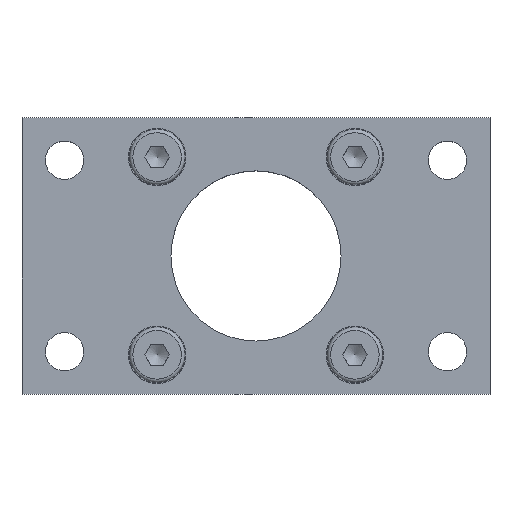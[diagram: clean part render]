
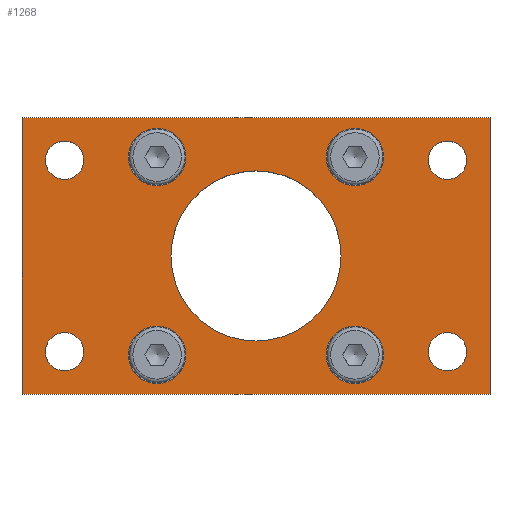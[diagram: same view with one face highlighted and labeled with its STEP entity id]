
A CAD part, top view. The second image highlights one B-rep face of the part: STEP entity #1268.
In plain terms, the highlighted planar face has unit normal (0, 0, 1).
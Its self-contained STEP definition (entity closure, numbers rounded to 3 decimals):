
#79=LINE('',#2052,#139);
#83=LINE('',#2059,#143);
#86=LINE('',#2065,#146);
#88=LINE('',#2068,#148);
#139=VECTOR('',#1686,65.);
#143=VECTOR('',#1692,110.);
#146=VECTOR('',#1697,65.);
#148=VECTOR('',#1701,110.);
#205=PLANE('',#1403);
#283=FACE_BOUND('',#497,.T.);
#284=FACE_BOUND('',#498,.T.);
#285=FACE_BOUND('',#499,.T.);
#286=FACE_BOUND('',#500,.T.);
#287=FACE_BOUND('',#501,.T.);
#288=FACE_BOUND('',#502,.T.);
#289=FACE_BOUND('',#503,.T.);
#290=FACE_BOUND('',#504,.T.);
#291=FACE_BOUND('',#505,.T.);
#366=FACE_OUTER_BOUND('',#496,.T.);
#496=EDGE_LOOP('',(#1043,#1044,#1045,#1046));
#497=EDGE_LOOP('',(#1047));
#498=EDGE_LOOP('',(#1048));
#499=EDGE_LOOP('',(#1049));
#500=EDGE_LOOP('',(#1050));
#501=EDGE_LOOP('',(#1051));
#502=EDGE_LOOP('',(#1052));
#503=EDGE_LOOP('',(#1053));
#504=EDGE_LOOP('',(#1054));
#505=EDGE_LOOP('',(#1055));
#550=CIRCLE('',#1357,6.75);
#552=CIRCLE('',#1360,6.75);
#554=CIRCLE('',#1363,6.75);
#556=CIRCLE('',#1366,6.75);
#566=CIRCLE('',#1385,4.5);
#568=CIRCLE('',#1388,4.5);
#570=CIRCLE('',#1391,4.5);
#572=CIRCLE('',#1394,4.5);
#574=CIRCLE('',#1397,20.);
#640=VERTEX_POINT('',#1979);
#642=VERTEX_POINT('',#1984);
#644=VERTEX_POINT('',#1989);
#646=VERTEX_POINT('',#1994);
#656=VERTEX_POINT('',#2023);
#658=VERTEX_POINT('',#2028);
#660=VERTEX_POINT('',#2033);
#662=VERTEX_POINT('',#2038);
#664=VERTEX_POINT('',#2043);
#667=VERTEX_POINT('',#2049);
#668=VERTEX_POINT('',#2051);
#670=VERTEX_POINT('',#2057);
#672=VERTEX_POINT('',#2063);
#768=EDGE_CURVE('',#640,#640,#550,.T.);
#770=EDGE_CURVE('',#642,#642,#552,.T.);
#772=EDGE_CURVE('',#644,#644,#554,.T.);
#774=EDGE_CURVE('',#646,#646,#556,.T.);
#784=EDGE_CURVE('',#656,#656,#566,.T.);
#786=EDGE_CURVE('',#658,#658,#568,.T.);
#788=EDGE_CURVE('',#660,#660,#570,.T.);
#790=EDGE_CURVE('',#662,#662,#572,.T.);
#792=EDGE_CURVE('',#664,#664,#574,.T.);
#795=EDGE_CURVE('',#668,#667,#79,.T.);
#799=EDGE_CURVE('',#667,#670,#83,.T.);
#802=EDGE_CURVE('',#670,#672,#86,.T.);
#804=EDGE_CURVE('',#672,#668,#88,.T.);
#1043=ORIENTED_EDGE('',*,*,#804,.T.);
#1044=ORIENTED_EDGE('',*,*,#795,.T.);
#1045=ORIENTED_EDGE('',*,*,#799,.T.);
#1046=ORIENTED_EDGE('',*,*,#802,.T.);
#1047=ORIENTED_EDGE('',*,*,#768,.F.);
#1048=ORIENTED_EDGE('',*,*,#770,.F.);
#1049=ORIENTED_EDGE('',*,*,#772,.F.);
#1050=ORIENTED_EDGE('',*,*,#774,.F.);
#1051=ORIENTED_EDGE('',*,*,#784,.T.);
#1052=ORIENTED_EDGE('',*,*,#786,.T.);
#1053=ORIENTED_EDGE('',*,*,#788,.T.);
#1054=ORIENTED_EDGE('',*,*,#790,.T.);
#1055=ORIENTED_EDGE('',*,*,#792,.T.);
#1268=ADVANCED_FACE('',(#366,#283,#284,#285,#286,#287,#288,#289,#290,#291),
#205,.T.);
#1357=AXIS2_PLACEMENT_3D('',#1980,#1600,#1601);
#1360=AXIS2_PLACEMENT_3D('',#1985,#1606,#1607);
#1363=AXIS2_PLACEMENT_3D('',#1990,#1612,#1613);
#1366=AXIS2_PLACEMENT_3D('',#1995,#1618,#1619);
#1385=AXIS2_PLACEMENT_3D('',#2024,#1656,#1657);
#1388=AXIS2_PLACEMENT_3D('',#2029,#1662,#1663);
#1391=AXIS2_PLACEMENT_3D('',#2034,#1668,#1669);
#1394=AXIS2_PLACEMENT_3D('',#2039,#1674,#1675);
#1397=AXIS2_PLACEMENT_3D('',#2044,#1680,#1681);
#1403=AXIS2_PLACEMENT_3D('',#2070,#1704,#1705);
#1600=DIRECTION('center_axis',(0.,0.,1.));
#1601=DIRECTION('ref_axis',(-1.,0.,0.));
#1606=DIRECTION('center_axis',(0.,0.,1.));
#1607=DIRECTION('ref_axis',(-1.,0.,0.));
#1612=DIRECTION('center_axis',(0.,0.,1.));
#1613=DIRECTION('ref_axis',(-1.,0.,0.));
#1618=DIRECTION('center_axis',(0.,0.,1.));
#1619=DIRECTION('ref_axis',(-1.,0.,0.));
#1656=DIRECTION('center_axis',(0.,0.,-1.));
#1657=DIRECTION('ref_axis',(1.,0.,0.));
#1662=DIRECTION('center_axis',(0.,0.,-1.));
#1663=DIRECTION('ref_axis',(1.,0.,0.));
#1668=DIRECTION('center_axis',(0.,0.,-1.));
#1669=DIRECTION('ref_axis',(1.,0.,0.));
#1674=DIRECTION('center_axis',(0.,0.,-1.));
#1675=DIRECTION('ref_axis',(1.,0.,0.));
#1680=DIRECTION('center_axis',(0.,0.,-1.));
#1681=DIRECTION('ref_axis',(-1.,0.,0.));
#1686=DIRECTION('',(0.,1.,0.));
#1692=DIRECTION('',(-1.,0.,0.));
#1697=DIRECTION('',(0.,-1.,0.));
#1701=DIRECTION('',(1.,0.,0.));
#1704=DIRECTION('center_axis',(0.,0.,1.));
#1705=DIRECTION('ref_axis',(1.,0.,0.));
#1979=CARTESIAN_POINT('',(-16.5,-23.25,0.));
#1980=CARTESIAN_POINT('Origin',(-23.25,-23.25,0.));
#1984=CARTESIAN_POINT('',(-16.5,23.25,0.));
#1985=CARTESIAN_POINT('Origin',(-23.25,23.25,0.));
#1989=CARTESIAN_POINT('',(30.,-23.25,0.));
#1990=CARTESIAN_POINT('Origin',(23.25,-23.25,0.));
#1994=CARTESIAN_POINT('',(30.,23.25,0.));
#1995=CARTESIAN_POINT('Origin',(23.25,23.25,0.));
#2023=CARTESIAN_POINT('',(49.5,22.5,0.));
#2024=CARTESIAN_POINT('Origin',(45.,22.5,0.));
#2028=CARTESIAN_POINT('',(-40.5,22.5,0.));
#2029=CARTESIAN_POINT('Origin',(-45.,22.5,0.));
#2033=CARTESIAN_POINT('',(-40.5,-22.5,0.));
#2034=CARTESIAN_POINT('Origin',(-45.,-22.5,0.));
#2038=CARTESIAN_POINT('',(49.5,-22.5,0.));
#2039=CARTESIAN_POINT('Origin',(45.,-22.5,0.));
#2043=CARTESIAN_POINT('',(20.,0.,0.));
#2044=CARTESIAN_POINT('Origin',(0.,0.,0.));
#2049=CARTESIAN_POINT('',(55.,32.5,0.));
#2051=CARTESIAN_POINT('',(55.,-32.5,0.));
#2052=CARTESIAN_POINT('',(55.,-32.5,0.));
#2057=CARTESIAN_POINT('',(-55.,32.5,0.));
#2059=CARTESIAN_POINT('',(55.,32.5,0.));
#2063=CARTESIAN_POINT('',(-55.,-32.5,0.));
#2065=CARTESIAN_POINT('',(-55.,32.5,0.));
#2068=CARTESIAN_POINT('',(-55.,-32.5,0.));
#2070=CARTESIAN_POINT('Origin',(0.,0.,
0.));
